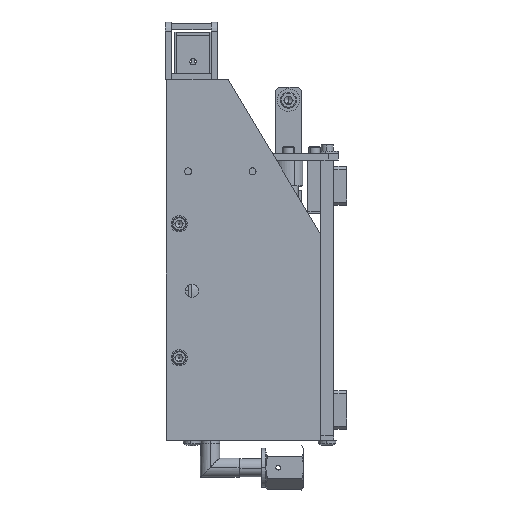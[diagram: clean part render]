
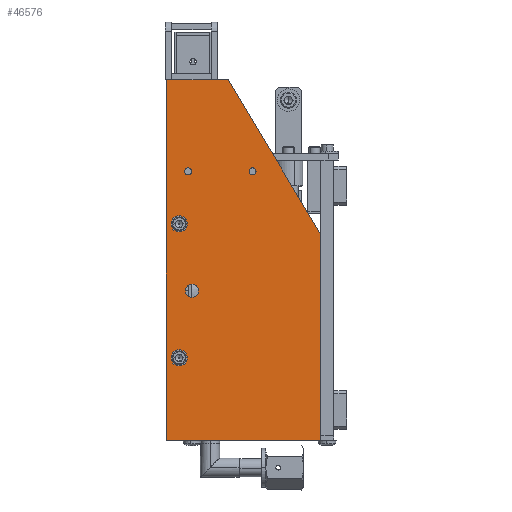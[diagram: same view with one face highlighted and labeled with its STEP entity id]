
A CAD part, left-side view. The second image highlights one B-rep face of the part: STEP entity #46576.
In plain terms, the highlighted planar face has unit normal (-1, 0, 0).
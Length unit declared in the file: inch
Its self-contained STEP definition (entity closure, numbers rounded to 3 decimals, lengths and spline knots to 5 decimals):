
#155 = EDGE_CURVE ( 'NONE', #71240, #63960, #31462, .T. ) ;
#1016 = ORIENTED_EDGE ( 'NONE', *, *, #5490, .F. ) ;
#1072 = VERTEX_POINT ( 'NONE', #19059 ) ;
#1428 = ORIENTED_EDGE ( 'NONE', *, *, #4713, .F. ) ;
#1704 = EDGE_CURVE ( 'NONE', #25286, #51781, #20497, .T. ) ;
#2164 = DIRECTION ( 'NONE',  ( 0., -0.514, -0.857 ) ) ;
#2259 = VERTEX_POINT ( 'NONE', #21264 ) ;
#2992 = ORIENTED_EDGE ( 'NONE', *, *, #29923, .F. ) ;
#3056 = CARTESIAN_POINT ( 'NONE',  ( -1.84308, 5.23873, -5.76171 ) ) ;
#3276 = VERTEX_POINT ( 'NONE', #26194 ) ;
#3453 = EDGE_CURVE ( 'NONE', #23861, #51931, #56744, .T. ) ;
#3481 = FACE_BOUND ( 'NONE', #15478, .T. ) ;
#4523 = AXIS2_PLACEMENT_3D ( 'NONE', #10003, #49398, #15716 ) ;
#4539 = DIRECTION ( 'NONE',  ( -1., 0., 0. ) ) ;
#4713 = EDGE_CURVE ( 'NONE', #3276, #71240, #17658, .T. ) ;
#4757 = LINE ( 'NONE', #37847, #62964 ) ;
#5490 = EDGE_CURVE ( 'NONE', #51781, #25286, #52026, .T. ) ;
#5793 = CARTESIAN_POINT ( 'NONE',  ( -1.84308, 5.23873, -5.76171 ) ) ;
#5943 = DIRECTION ( 'NONE',  ( -1., 0., 0. ) ) ;
#6152 = LINE ( 'NONE', #69978, #21126 ) ;
#6491 = CARTESIAN_POINT ( 'NONE',  ( -1.84308, 3.56373, -0.54171 ) ) ;
#7625 = AXIS2_PLACEMENT_3D ( 'NONE', #10675, #50040, #16354 ) ;
#8209 = CARTESIAN_POINT ( 'NONE',  ( -1.84308, 4.73873, -2.86171 ) ) ;
#8712 = AXIS2_PLACEMENT_3D ( 'NONE', #38248, #4539, #43981 ) ;
#8873 = EDGE_CURVE ( 'NONE', #17772, #3276, #6152, .T. ) ;
#10003 = CARTESIAN_POINT ( 'NONE',  ( -1.84308, 4.98873, -4.16171 ) ) ;
#10007 = CARTESIAN_POINT ( 'NONE',  ( -1.84308, 5.14498, -1.56171 ) ) ;
#10675 = CARTESIAN_POINT ( 'NONE',  ( -1.84308, 4.73873, -2.86171 ) ) ;
#11845 = CARTESIAN_POINT ( 'NONE',  ( -1.84308, 4.86373, -2.86171 ) ) ;
#12210 = DIRECTION ( 'NONE',  ( 0., 1., 0. ) ) ;
#12900 = VERTEX_POINT ( 'NONE', #21286 ) ;
#13179 = EDGE_CURVE ( 'NONE', #63960, #34758, #56980, .T. ) ;
#13607 = AXIS2_PLACEMENT_3D ( 'NONE', #39665, #5943, #45387 ) ;
#13919 = DIRECTION ( 'NONE',  ( 0., 1., 0. ) ) ;
#15478 = EDGE_LOOP ( 'NONE', ( #68362, #55965 ) ) ;
#15716 = DIRECTION ( 'NONE',  ( 0., 1., 0. ) ) ;
#16354 = DIRECTION ( 'NONE',  ( 0., 1., 0. ) ) ;
#17157 = EDGE_CURVE ( 'NONE', #51931, #23861, #41773, .T. ) ;
#17658 = LINE ( 'NONE', #47848, #32598 ) ;
#17772 = VERTEX_POINT ( 'NONE', #27157 ) ;
#18460 = FACE_BOUND ( 'NONE', #53655, .T. ) ;
#19059 = CARTESIAN_POINT ( 'NONE',  ( -1.84308, 4.88173, -0.54171 ) ) ;
#19183 = CARTESIAN_POINT ( 'NONE',  ( -1.84308, 5.23873, 1.23829 ) ) ;
#19733 = DIRECTION ( 'NONE',  ( 0., 0., -1. ) ) ;
#20023 = CARTESIAN_POINT ( 'NONE',  ( -1.84308, 3.56373, -0.54171 ) ) ;
#20497 = CIRCLE ( 'NONE', #39477, 0.15625 ) ;
#21126 = VECTOR ( 'NONE', #2164, 39.37008 ) ;
#21264 = CARTESIAN_POINT ( 'NONE',  ( -1.84308, 5.14498, -4.16171 ) ) ;
#21286 = CARTESIAN_POINT ( 'NONE',  ( -1.84308, 3.49573, -0.54171 ) ) ;
#21798 = CIRCLE ( 'NONE', #4523, 0.15625 ) ;
#22227 = AXIS2_PLACEMENT_3D ( 'NONE', #6491, #45944, #12210 ) ;
#23861 = VERTEX_POINT ( 'NONE', #11845 ) ;
#24491 = DIRECTION ( 'NONE',  ( 1., 0., 0. ) ) ;
#24525 = AXIS2_PLACEMENT_3D ( 'NONE', #33483, #72956, #39096 ) ;
#24595 = ORIENTED_EDGE ( 'NONE', *, *, #1704, .F. ) ;
#24634 = DIRECTION ( 'NONE',  ( -1., 0., 0. ) ) ;
#24732 = ORIENTED_EDGE ( 'NONE', *, *, #71572, .F. ) ;
#25286 = VERTEX_POINT ( 'NONE', #10007 ) ;
#25738 = DIRECTION ( 'NONE',  ( 0., 1., 0. ) ) ;
#26194 = CARTESIAN_POINT ( 'NONE',  ( -1.84308, 2.23873, -1.76171 ) ) ;
#26320 = EDGE_CURVE ( 'NONE', #34758, #17772, #4757, .T. ) ;
#26332 = EDGE_LOOP ( 'NONE', ( #43896, #48358 ) ) ;
#27157 = CARTESIAN_POINT ( 'NONE',  ( -1.84308, 4.03873, 1.23829 ) ) ;
#27930 = CARTESIAN_POINT ( 'NONE',  ( -1.84308, 4.98873, -1.56171 ) ) ;
#28310 = CIRCLE ( 'NONE', #13607, 0.15625 ) ;
#28693 = EDGE_CURVE ( 'NONE', #48284, #1072, #50018, .T. ) ;
#29105 = CARTESIAN_POINT ( 'NONE',  ( -1.84308, 4.61373, -2.86171 ) ) ;
#29923 = EDGE_CURVE ( 'NONE', #59168, #12900, #49755, .T. ) ;
#31462 = LINE ( 'NONE', #3056, #46459 ) ;
#32598 = VECTOR ( 'NONE', #19733, 39.37008 ) ;
#33411 = FACE_BOUND ( 'NONE', #34838, .T. ) ;
#33477 = ORIENTED_EDGE ( 'NONE', *, *, #35646, .F. ) ;
#33483 = CARTESIAN_POINT ( 'NONE',  ( -1.84308, 4.81373, -0.54171 ) ) ;
#33823 = EDGE_CURVE ( 'NONE', #12900, #59168, #43608, .T. ) ;
#34647 = CARTESIAN_POINT ( 'NONE',  ( -1.84308, 2.23873, -5.76171 ) ) ;
#34758 = VERTEX_POINT ( 'NONE', #19183 ) ;
#34838 = EDGE_LOOP ( 'NONE', ( #24595, #1016 ) ) ;
#35613 = ORIENTED_EDGE ( 'NONE', *, *, #33823, .F. ) ;
#35646 = EDGE_CURVE ( 'NONE', #2259, #61023, #28310, .T. ) ;
#35773 = CARTESIAN_POINT ( 'NONE',  ( -1.84308, 5.23873, -5.76171 ) ) ;
#37847 = CARTESIAN_POINT ( 'NONE',  ( -1.84308, 5.23873, 1.23829 ) ) ;
#37865 = CARTESIAN_POINT ( 'NONE',  ( -1.84308, 4.83248, -4.16171 ) ) ;
#37879 = AXIS2_PLACEMENT_3D ( 'NONE', #20023, #59442, #25738 ) ;
#38248 = CARTESIAN_POINT ( 'NONE',  ( -1.84308, 4.98873, -1.56171 ) ) ;
#39096 = DIRECTION ( 'NONE',  ( 0., 1., 0. ) ) ;
#39303 = ORIENTED_EDGE ( 'NONE', *, *, #26320, .F. ) ;
#39477 = AXIS2_PLACEMENT_3D ( 'NONE', #27930, #39688, #58589 ) ;
#39665 = CARTESIAN_POINT ( 'NONE',  ( -1.84308, 4.98873, -4.16171 ) ) ;
#39688 = DIRECTION ( 'NONE',  ( -1., 0., 0. ) ) ;
#40820 = AXIS2_PLACEMENT_3D ( 'NONE', #58345, #24634, #64037 ) ;
#41773 = CIRCLE ( 'NONE', #61146, 0.125 ) ;
#41993 = VECTOR ( 'NONE', #47152, 39.37008 ) ;
#43608 = CIRCLE ( 'NONE', #37879, 0.068 ) ;
#43896 = ORIENTED_EDGE ( 'NONE', *, *, #3453, .F. ) ;
#43981 = DIRECTION ( 'NONE',  ( 0., 1., 0. ) ) ;
#44385 = CARTESIAN_POINT ( 'NONE',  ( -1.84308, 3.63173, -0.54171 ) ) ;
#45387 = DIRECTION ( 'NONE',  ( 0., 1., 0. ) ) ;
#45591 = EDGE_CURVE ( 'NONE', #1072, #48284, #52226, .T. ) ;
#45944 = DIRECTION ( 'NONE',  ( -1., 0., 0. ) ) ;
#46459 = VECTOR ( 'NONE', #70605, 39.37008 ) ;
#46576 = ADVANCED_FACE ( 'NONE', ( #50182, #33411, #48441, #18460, #3481, #61638 ), #69375, .F. ) ;
#47152 = DIRECTION ( 'NONE',  ( 0., 0., 1. ) ) ;
#47638 = DIRECTION ( 'NONE',  ( -1., 0., 0. ) ) ;
#47848 = CARTESIAN_POINT ( 'NONE',  ( -1.84308, 2.23873, -5.76171 ) ) ;
#48284 = VERTEX_POINT ( 'NONE', #62290 ) ;
#48358 = ORIENTED_EDGE ( 'NONE', *, *, #17157, .F. ) ;
#48441 = FACE_BOUND ( 'NONE', #64839, .T. ) ;
#49015 = ORIENTED_EDGE ( 'NONE', *, *, #13179, .F. ) ;
#49398 = DIRECTION ( 'NONE',  ( -1., 0., 0. ) ) ;
#49755 = CIRCLE ( 'NONE', #22227, 0.068 ) ;
#50018 = CIRCLE ( 'NONE', #24525, 0.068 ) ;
#50040 = DIRECTION ( 'NONE',  ( -1., 0., 0. ) ) ;
#50182 = FACE_BOUND ( 'NONE', #26332, .T. ) ;
#51665 = ORIENTED_EDGE ( 'NONE', *, *, #8873, .F. ) ;
#51781 = VERTEX_POINT ( 'NONE', #67674 ) ;
#51931 = VERTEX_POINT ( 'NONE', #29105 ) ;
#52026 = CIRCLE ( 'NONE', #8712, 0.15625 ) ;
#52226 = CIRCLE ( 'NONE', #40820, 0.068 ) ;
#52292 = EDGE_LOOP ( 'NONE', ( #49015, #70196, #1428, #51665, #39303 ) ) ;
#53655 = EDGE_LOOP ( 'NONE', ( #2992, #35613 ) ) ;
#55965 = ORIENTED_EDGE ( 'NONE', *, *, #28693, .F. ) ;
#56744 = CIRCLE ( 'NONE', #7625, 0.125 ) ;
#56980 = LINE ( 'NONE', #35773, #41993 ) ;
#58207 = CARTESIAN_POINT ( 'NONE',  ( -1.84308, 5.23873, 1.23829 ) ) ;
#58345 = CARTESIAN_POINT ( 'NONE',  ( -1.84308, 4.81373, -0.54171 ) ) ;
#58589 = DIRECTION ( 'NONE',  ( 0., 1., 0. ) ) ;
#59168 = VERTEX_POINT ( 'NONE', #44385 ) ;
#59442 = DIRECTION ( 'NONE',  ( -1., 0., 0. ) ) ;
#61023 = VERTEX_POINT ( 'NONE', #37865 ) ;
#61146 = AXIS2_PLACEMENT_3D ( 'NONE', #8209, #47638, #13919 ) ;
#61638 = FACE_OUTER_BOUND ( 'NONE', #52292, .T. ) ;
#62290 = CARTESIAN_POINT ( 'NONE',  ( -1.84308, 4.74573, -0.54171 ) ) ;
#62964 = VECTOR ( 'NONE', #65989, 39.37008 ) ;
#63891 = DIRECTION ( 'NONE',  ( 0., -1., 0. ) ) ;
#63960 = VERTEX_POINT ( 'NONE', #5793 ) ;
#64037 = DIRECTION ( 'NONE',  ( 0., 1., 0. ) ) ;
#64839 = EDGE_LOOP ( 'NONE', ( #33477, #24732 ) ) ;
#65989 = DIRECTION ( 'NONE',  ( 0., -1., 0. ) ) ;
#67674 = CARTESIAN_POINT ( 'NONE',  ( -1.84308, 4.83248, -1.56171 ) ) ;
#67906 = AXIS2_PLACEMENT_3D ( 'NONE', #58207, #24491, #63891 ) ;
#68362 = ORIENTED_EDGE ( 'NONE', *, *, #45591, .F. ) ;
#69375 = PLANE ( 'NONE',  #67906 ) ;
#69978 = CARTESIAN_POINT ( 'NONE',  ( -1.84308, 4.03873, 1.23829 ) ) ;
#70196 = ORIENTED_EDGE ( 'NONE', *, *, #155, .F. ) ;
#70605 = DIRECTION ( 'NONE',  ( 0., 1., 0. ) ) ;
#71240 = VERTEX_POINT ( 'NONE', #34647 ) ;
#71572 = EDGE_CURVE ( 'NONE', #61023, #2259, #21798, .T. ) ;
#72956 = DIRECTION ( 'NONE',  ( -1., 0., 0. ) ) ;
